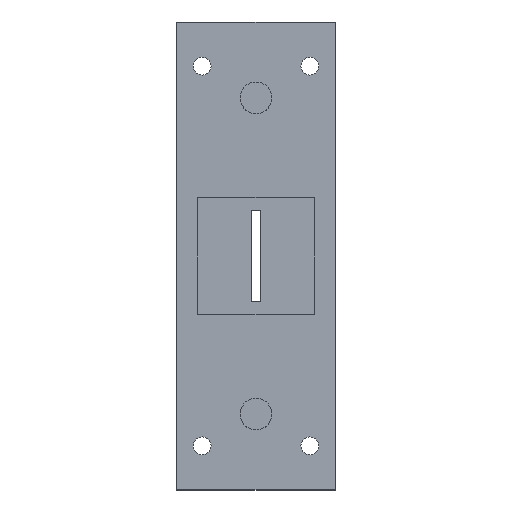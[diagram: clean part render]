
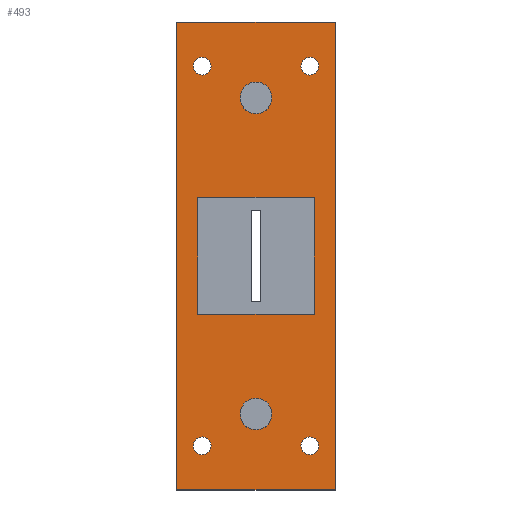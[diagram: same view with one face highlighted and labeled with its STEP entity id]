
A CAD part, top view. The second image highlights one B-rep face of the part: STEP entity #493.
In plain terms, the highlighted planar face has unit normal (0, 0, 1).
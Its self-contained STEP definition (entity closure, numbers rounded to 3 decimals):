
#16=CIRCLE('',#536,2.5);
#18=CIRCLE('',#540,2.5);
#20=CIRCLE('',#546,1.4);
#21=CIRCLE('',#547,1.4);
#22=CIRCLE('',#548,1.4);
#23=CIRCLE('',#549,1.4);
#40=FACE_BOUND('',#94,.T.);
#41=FACE_BOUND('',#95,.T.);
#42=FACE_BOUND('',#96,.T.);
#43=FACE_BOUND('',#97,.T.);
#44=FACE_BOUND('',#98,.T.);
#45=FACE_BOUND('',#99,.T.);
#46=FACE_BOUND('',#100,.T.);
#65=FACE_OUTER_BOUND('',#93,.T.);
#93=EDGE_LOOP('',(#383,#384,#385,#386));
#94=EDGE_LOOP('',(#387,#388,#389,#390));
#95=EDGE_LOOP('',(#391));
#96=EDGE_LOOP('',(#392));
#97=EDGE_LOOP('',(#393));
#98=EDGE_LOOP('',(#394));
#99=EDGE_LOOP('',(#395));
#100=EDGE_LOOP('',(#396));
#119=LINE('',#712,#169);
#123=LINE('',#720,#173);
#126=LINE('',#726,#176);
#129=LINE('',#731,#179);
#149=LINE('',#785,#199);
#150=LINE('',#787,#200);
#151=LINE('',#789,#201);
#152=LINE('',#790,#202);
#169=VECTOR('',#574,10.);
#173=VECTOR('',#580,10.);
#176=VECTOR('',#585,10.);
#179=VECTOR('',#590,10.);
#199=VECTOR('',#640,10.);
#200=VECTOR('',#641,10.);
#201=VECTOR('',#642,10.);
#202=VECTOR('',#643,10.);
#219=VERTEX_POINT('',#710);
#220=VERTEX_POINT('',#711);
#223=VERTEX_POINT('',#719);
#225=VERTEX_POINT('',#725);
#239=VERTEX_POINT('',#763);
#241=VERTEX_POINT('',#770);
#244=VERTEX_POINT('',#783);
#245=VERTEX_POINT('',#784);
#246=VERTEX_POINT('',#786);
#247=VERTEX_POINT('',#788);
#248=VERTEX_POINT('',#791);
#249=VERTEX_POINT('',#793);
#250=VERTEX_POINT('',#795);
#251=VERTEX_POINT('',#797);
#263=EDGE_CURVE('',#219,#220,#119,.T.);
#267=EDGE_CURVE('',#223,#219,#123,.T.);
#270=EDGE_CURVE('',#225,#223,#126,.T.);
#273=EDGE_CURVE('',#220,#225,#129,.T.);
#290=EDGE_CURVE('',#239,#239,#16,.T.);
#293=EDGE_CURVE('',#241,#241,#18,.T.);
#298=EDGE_CURVE('',#244,#245,#149,.T.);
#299=EDGE_CURVE('',#245,#246,#150,.T.);
#300=EDGE_CURVE('',#246,#247,#151,.T.);
#301=EDGE_CURVE('',#247,#244,#152,.T.);
#302=EDGE_CURVE('',#248,#248,#20,.T.);
#303=EDGE_CURVE('',#249,#249,#21,.T.);
#304=EDGE_CURVE('',#250,#250,#22,.T.);
#305=EDGE_CURVE('',#251,#251,#23,.T.);
#383=ORIENTED_EDGE('',*,*,#298,.T.);
#384=ORIENTED_EDGE('',*,*,#299,.T.);
#385=ORIENTED_EDGE('',*,*,#300,.T.);
#386=ORIENTED_EDGE('',*,*,#301,.T.);
#387=ORIENTED_EDGE('',*,*,#263,.T.);
#388=ORIENTED_EDGE('',*,*,#273,.T.);
#389=ORIENTED_EDGE('',*,*,#270,.T.);
#390=ORIENTED_EDGE('',*,*,#267,.T.);
#391=ORIENTED_EDGE('',*,*,#290,.T.);
#392=ORIENTED_EDGE('',*,*,#293,.T.);
#393=ORIENTED_EDGE('',*,*,#302,.T.);
#394=ORIENTED_EDGE('',*,*,#303,.T.);
#395=ORIENTED_EDGE('',*,*,#304,.T.);
#396=ORIENTED_EDGE('',*,*,#305,.T.);
#472=PLANE('',#545);
#493=ADVANCED_FACE('',(#65,#40,#41,#42,#43,#44,#45,#46),#472,.T.);
#536=AXIS2_PLACEMENT_3D('',#765,#616,#617);
#540=AXIS2_PLACEMENT_3D('',#772,#625,#626);
#545=AXIS2_PLACEMENT_3D('',#782,#638,#639);
#546=AXIS2_PLACEMENT_3D('',#792,#644,#645);
#547=AXIS2_PLACEMENT_3D('',#794,#646,#647);
#548=AXIS2_PLACEMENT_3D('',#796,#648,#649);
#549=AXIS2_PLACEMENT_3D('',#798,#650,#651);
#574=DIRECTION('',(1.,0.,0.));
#580=DIRECTION('',(0.,1.,0.));
#585=DIRECTION('',(-1.,0.,0.));
#590=DIRECTION('',(0.,-1.,0.));
#616=DIRECTION('center_axis',(0.,0.,-1.));
#617=DIRECTION('ref_axis',(1.,0.,0.));
#625=DIRECTION('center_axis',(0.,0.,-1.));
#626=DIRECTION('ref_axis',(1.,0.,0.));
#638=DIRECTION('center_axis',(0.,0.,1.));
#639=DIRECTION('ref_axis',(1.,0.,0.));
#640=DIRECTION('',(0.,1.,0.));
#641=DIRECTION('',(-1.,0.,0.));
#642=DIRECTION('',(0.,-1.,0.));
#643=DIRECTION('',(1.,0.,0.));
#644=DIRECTION('center_axis',(0.,0.,-1.));
#645=DIRECTION('ref_axis',(-1.,0.,0.));
#646=DIRECTION('center_axis',(0.,0.,-1.));
#647=DIRECTION('ref_axis',(-1.,0.,0.));
#648=DIRECTION('center_axis',(0.,0.,-1.));
#649=DIRECTION('ref_axis',(-1.,0.,0.));
#650=DIRECTION('center_axis',(0.,0.,-1.));
#651=DIRECTION('ref_axis',(-1.,0.,0.));
#710=CARTESIAN_POINT('',(-9.25,9.25,0.8));
#711=CARTESIAN_POINT('',(9.25,9.25,0.8));
#712=CARTESIAN_POINT('',(-4.625,9.25,0.8));
#719=CARTESIAN_POINT('',(-9.25,-9.25,0.8));
#720=CARTESIAN_POINT('',(-9.25,-4.625,0.8));
#725=CARTESIAN_POINT('',(9.25,-9.25,0.8));
#726=CARTESIAN_POINT('',(4.625,-9.25,0.8));
#731=CARTESIAN_POINT('',(9.25,4.625,0.8));
#763=CARTESIAN_POINT('',(-2.5,-25.,0.8));
#765=CARTESIAN_POINT('Origin',(0.,-25.,0.8));
#770=CARTESIAN_POINT('',(-2.5,25.,0.8));
#772=CARTESIAN_POINT('Origin',(0.,25.,0.8));
#782=CARTESIAN_POINT('Origin',(0.,0.,0.8));
#783=CARTESIAN_POINT('',(12.5,-37.,0.8));
#784=CARTESIAN_POINT('',(12.5,37.,0.8));
#785=CARTESIAN_POINT('',(12.5,-37.,0.8));
#786=CARTESIAN_POINT('',(-12.5,37.,0.8));
#787=CARTESIAN_POINT('',(12.5,37.,0.8));
#788=CARTESIAN_POINT('',(-12.5,-37.,0.8));
#789=CARTESIAN_POINT('',(-12.5,37.,0.8));
#790=CARTESIAN_POINT('',(-12.5,-37.,0.8));
#791=CARTESIAN_POINT('',(9.9,-30.,0.8));
#792=CARTESIAN_POINT('Origin',(8.5,-30.,0.8));
#793=CARTESIAN_POINT('',(-7.1,-30.,0.8));
#794=CARTESIAN_POINT('Origin',(-8.5,-30.,0.8));
#795=CARTESIAN_POINT('',(-7.1,30.,0.8));
#796=CARTESIAN_POINT('Origin',(-8.5,30.,0.8));
#797=CARTESIAN_POINT('',(9.9,30.,0.8));
#798=CARTESIAN_POINT('Origin',(8.5,30.,0.8));
